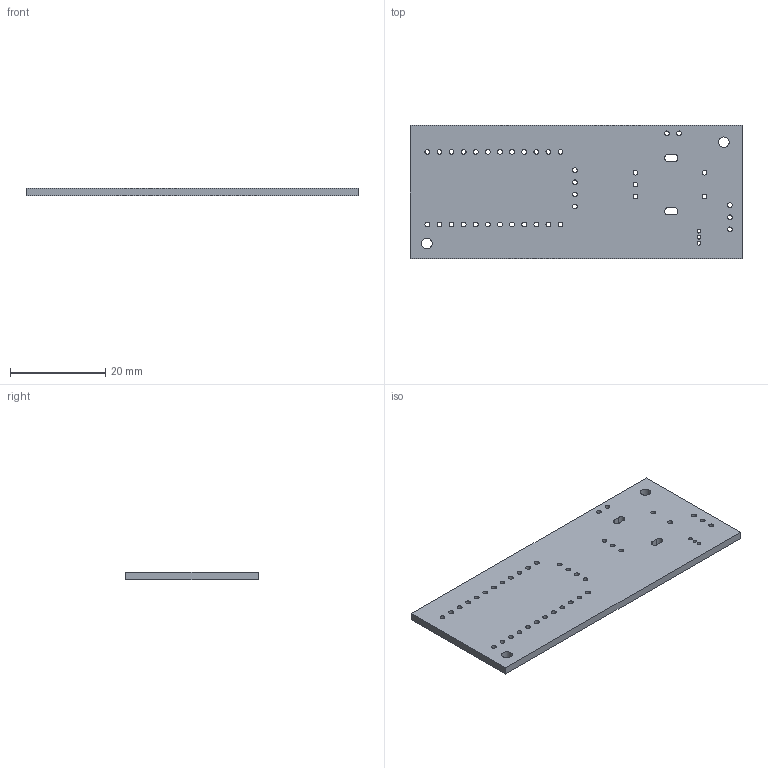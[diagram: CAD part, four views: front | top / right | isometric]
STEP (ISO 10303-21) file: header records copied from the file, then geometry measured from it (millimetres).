
FILE_DESCRIPTION(('KiCad electronic assembly'),'2;1');
FILE_NAME('CameraIntervalometer.step','2022-04-25T16:35:15',('Pcbnew'),( 'Kicad'),'Open CASCADE STEP processor 7.6','KiCad to STEP converter' ,'Unknown');
FILE_SCHEMA(('AUTOMOTIVE_DESIGN { 1 0 10303 214 1 1 1 1 }'));
Length unit declared in the file: millimetre
Products named in the file (2): CameraIntervalometer 1; _autosave-CameraIntervalometer PCB
Assembly tree (1 placements, depth 2):
  CameraIntervalometer 1
    _autosave-CameraIntervalometer PCB
Bounding box: 69.65 x 27.9 x 1.6 mm (x, y, z)
Volume: 3034.3 mm3; surface area: 4354.8 mm2
Topology: 1 solids, 1 shells, 57 faces, 165 edges, 110 vertices
Faces by surface type: cylinder 47, plane 10
Full cylindrical faces by diameter (mm): 0.75 x3, 1 x14, 1.016 x24, 2.2 x2
Entity records: 4587 total; most frequent: CARTESIAN_POINT 1228, DIRECTION 613, ORIENTED_EDGE 330, PCURVE 330, DEFINITIONAL_REPRESENTATION 330, LINE 307, VECTOR 307, EDGE_CURVE 165
